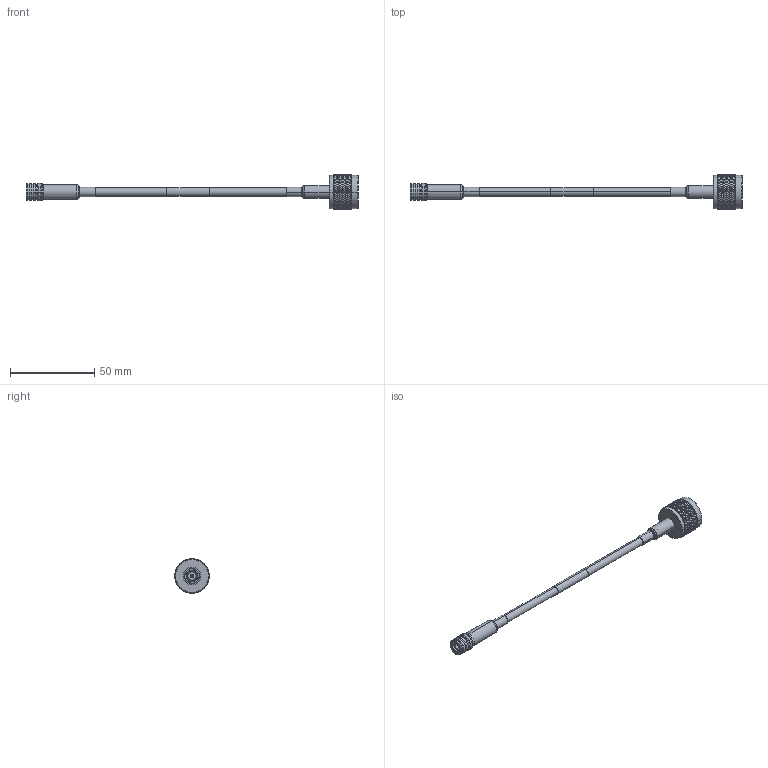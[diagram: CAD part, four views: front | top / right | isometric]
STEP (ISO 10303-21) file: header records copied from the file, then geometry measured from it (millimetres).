
FILE_DESCRIPTION (( 'STEP AP214' ), '1' );
FILE_NAME ('FMCA3203_3D.step', '2023-05-03T19:02:41', ( '' ), ( '' ), 'SwSTEP 2.0', 'SolidWorks 2022', '' );
FILE_SCHEMA (( 'AUTOMOTIVE_DESIGN' ));
Length unit declared in the file: inch
Products named in the file (6): FMCN1148; RG142_WITH LABEL; RG142-HEATSHRINK_1.5" LONG; SC4263_SC 4263 -RG223; FMCA3203_3D; CA-RG142-MA1_1" Long
Assembly tree (5 placements, depth 2):
  FMCA3203_3D
    RG142_WITH LABEL
    SC4263_SC 4263 -RG223
    CA-RG142-MA1_1" Long
    FMCN1148
    RG142-HEATSHRINK_1.5" LONG
Bounding box: 196.96 x 20.32 x 20.32 mm (x, y, z)
Volume: 7913.8 mm3; surface area: 10420.6 mm2
Topology: 7 solids, 7 shells, 2518 faces, 5381 edges, 2897 vertices
Faces by surface type: bspline 1795, cylinder 565, cone 82, plane 58, torus 18
Entity records: 96067 total; most frequent: CARTESIAN_POINT 61440, ORIENTED_EDGE 10762, EDGE_CURVE 5381, VERTEX_POINT 2897, DIRECTION 2668, EDGE_LOOP 2546, ADVANCED_FACE 2518, FACE_OUTER_BOUND 2518
